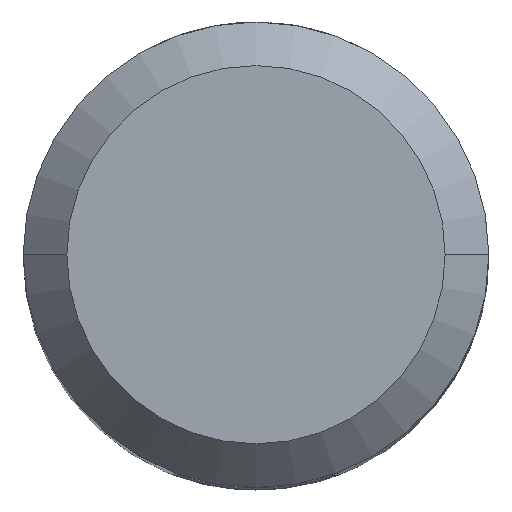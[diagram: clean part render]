
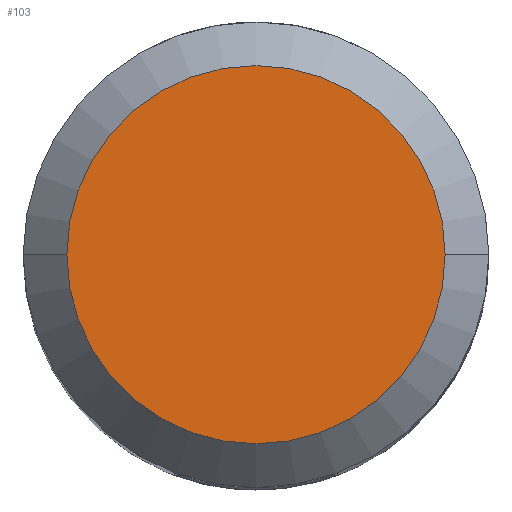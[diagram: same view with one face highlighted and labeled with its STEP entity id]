
A CAD part, top view. The second image highlights one B-rep face of the part: STEP entity #103.
In plain terms, the highlighted planar face has unit normal (0, 0, 1).
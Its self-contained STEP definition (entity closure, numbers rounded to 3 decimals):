
#43=PLANE('',#660);
#103=ADVANCED_FACE('',(#144),#43,.F.);
#144=FACE_OUTER_BOUND('',#181,.T.);
#181=EDGE_LOOP('',(#342,#343));
#342=ORIENTED_EDGE('',*,*,#489,.F.);
#343=ORIENTED_EDGE('',*,*,#536,.F.);
#436=VERTEX_POINT('',#898);
#437=VERTEX_POINT('',#899);
#489=EDGE_CURVE('',#436,#437,#565,.T.);
#536=EDGE_CURVE('',#437,#436,#580,.T.);
#565=CIRCLE('',#630,6.5);
#580=CIRCLE('',#658,6.5);
#630=AXIS2_PLACEMENT_3D('',#897,#713,#714);
#658=AXIS2_PLACEMENT_3D('',#1070,#782,#783);
#660=AXIS2_PLACEMENT_3D('',#1072,#786,#787);
#713=DIRECTION('',(0.,0.,-1.));
#714=DIRECTION('',(-1.,0.,0.));
#782=DIRECTION('',(0.,0.,-1.));
#783=DIRECTION('',(-1.,0.,0.));
#786=DIRECTION('',(0.,0.,-1.));
#787=DIRECTION('',(-1.,0.,0.));
#897=CARTESIAN_POINT('',(0.,0.,0.));
#898=CARTESIAN_POINT('',(-6.5,0.,0.));
#899=CARTESIAN_POINT('',(6.5,0.,0.));
#1070=CARTESIAN_POINT('',(0.,0.,0.));
#1072=CARTESIAN_POINT('',(0.,6.5,0.));
